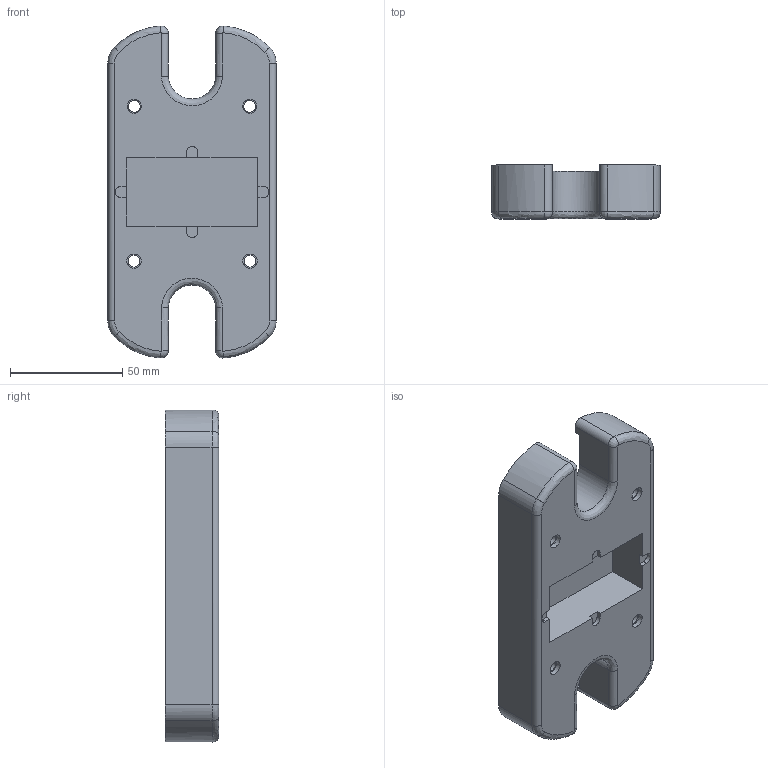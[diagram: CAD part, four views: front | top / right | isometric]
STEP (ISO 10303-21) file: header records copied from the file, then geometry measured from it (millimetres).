
FILE_DESCRIPTION(/* description */ ('STEP AP242','CAx-IF Rec.Pracs.---Representation and Presentation of Product Manufacturing Information (PMI)---4.0---2014-10-13','CAx-IF Rec.Pracs.---3D Tessellated Geometry---0.4---2014-09-14','2;1'),/* implementation_level */ '2;1');
FILE_NAME(/* name */ '680a78f87254a34a36cd5d83',/* time_stamp */ '2025-04-24T17:46:32Z',/* author */ (''),/* organization */ (''),/* preprocessor_version */ 'ST-DEVELOPER v20',/* originating_system */ 'ONSHAPE BY PTC INC, 1.196',/* authorisation */ ' ');
FILE_SCHEMA (('AP242_MANAGED_MODEL_BASED_3D_ENGINEERING_MIM_LF { 1 0 10303 442 1 1 4 }'));
Length unit declared in the file: metre
Products named in the file (1): back
Bounding box: 75 x 23.86 x 148 mm (x, y, z)
Volume: 72146.6 mm3; surface area: 48628.7 mm2
Topology: 1 solids, 1 shells, 168 faces, 422 edges, 263 vertices
Faces by surface type: plane 73, cylinder 53, cone 22, bspline 20
Full cylindrical faces by diameter (mm): 5.08 x1, 5.309 x4, 6.35 x4, 9.309 x4
Entity records: 10139 total; most frequent: CARTESIAN_POINT 6316, ORIENTED_EDGE 796, DIRECTION 740, EDGE_CURVE 398, AXIS2_PLACEMENT_3D 267, VERTEX_POINT 256, LINE 206, VECTOR 206
